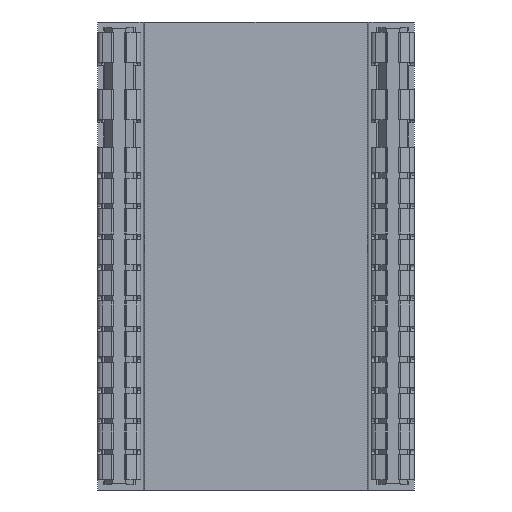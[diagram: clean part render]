
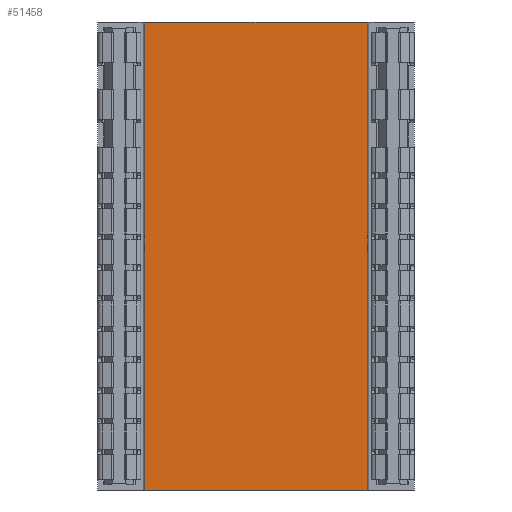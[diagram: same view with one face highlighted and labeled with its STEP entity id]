
A CAD part, front view. The second image highlights one B-rep face of the part: STEP entity #51458.
In plain terms, the highlighted planar face has unit normal (0, -1, 0).
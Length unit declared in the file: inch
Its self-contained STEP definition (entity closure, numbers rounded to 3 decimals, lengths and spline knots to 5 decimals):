
#10548 = ORIENTED_EDGE ( 'NONE', *, *, #31890, .T. ) ;
#10549 = ORIENTED_EDGE ( 'NONE', *, *, #31893, .F. ) ;
#10550 = ORIENTED_EDGE ( 'NONE', *, *, #31895, .F. ) ;
#10551 = ORIENTED_EDGE ( 'NONE', *, *, #31894, .T. ) ;
#20008 = VECTOR ( 'NONE', #21825, 39.37008 ) ;
#20011 = VECTOR ( 'NONE', #21831, 39.37008 ) ;
#20012 = VECTOR ( 'NONE', #21833, 39.37008 ) ;
#20013 = VECTOR ( 'NONE', #21835, 39.37008 ) ;
#21824 = CARTESIAN_POINT ( 'NONE',  ( -0.30356, 0.01132, 0.63976 ) ) ;
#21825 = DIRECTION ( 'NONE',  ( 0., 0., -1. ) ) ;
#21830 = CARTESIAN_POINT ( 'NONE',  ( 0.30356, 0.01132, 0.63976 ) ) ;
#21831 = DIRECTION ( 'NONE',  ( 0., 0., -1. ) ) ;
#21832 = CARTESIAN_POINT ( 'NONE',  ( -0.30356, 0.01132, -0.63976 ) ) ;
#21833 = DIRECTION ( 'NONE',  ( 1., 0., 0. ) ) ;
#21834 = CARTESIAN_POINT ( 'NONE',  ( -0.30356, 0.01132, 0.63976 ) ) ;
#21835 = DIRECTION ( 'NONE',  ( 1., 0., 0. ) ) ;
#31890 = EDGE_CURVE ( 'NONE', #48888, #48889, #80098, .T. ) ;
#31893 = EDGE_CURVE ( 'NONE', #48886, #48887, #80101, .T. ) ;
#31894 = EDGE_CURVE ( 'NONE', #48889, #48887, #80102, .T. ) ;
#31895 = EDGE_CURVE ( 'NONE', #48888, #48886, #80103, .T. ) ;
#38454 = CARTESIAN_POINT ( 'NONE',  ( 0.30356, 0.01132, 0.63976 ) ) ;
#38456 = CARTESIAN_POINT ( 'NONE',  ( 0.30356, 0.01132, -0.63976 ) ) ;
#38458 = CARTESIAN_POINT ( 'NONE',  ( -0.30356, 0.01132, 0.63976 ) ) ;
#38460 = CARTESIAN_POINT ( 'NONE',  ( -0.30356, 0.01132, -0.63976 ) ) ;
#40238 = EDGE_LOOP ( 'NONE', ( #10551, #10549, #10550, #10548 ) ) ;
#48567 = AXIS2_PLACEMENT_3D ( 'NONE', #55260, #55261, #55262 ) ;
#48886 = VERTEX_POINT ( 'NONE', #38454 ) ;
#48887 = VERTEX_POINT ( 'NONE', #38456 ) ;
#48888 = VERTEX_POINT ( 'NONE', #38458 ) ;
#48889 = VERTEX_POINT ( 'NONE', #38460 ) ;
#51458 = ADVANCED_FACE ( 'NONE', ( #56267 ), #55259, .F. ) ;
#55259 = PLANE ( 'NONE',  #48567 ) ;
#55260 = CARTESIAN_POINT ( 'NONE',  ( -0.30356, 0.01132, 0.63976 ) ) ;
#55261 = DIRECTION ( 'NONE',  ( 0., 1., 0. ) ) ;
#55262 = DIRECTION ( 'NONE',  ( -1., 0., 0. ) ) ;
#56267 = FACE_OUTER_BOUND ( 'NONE', #40238, .T. ) ;
#80098 = LINE ( 'NONE', #21824, #20008 ) ;
#80101 = LINE ( 'NONE', #21830, #20011 ) ;
#80102 = LINE ( 'NONE', #21832, #20012 ) ;
#80103 = LINE ( 'NONE', #21834, #20013 ) ;
